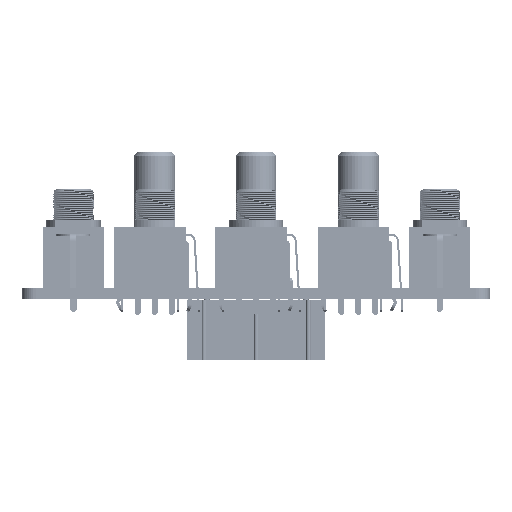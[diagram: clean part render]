
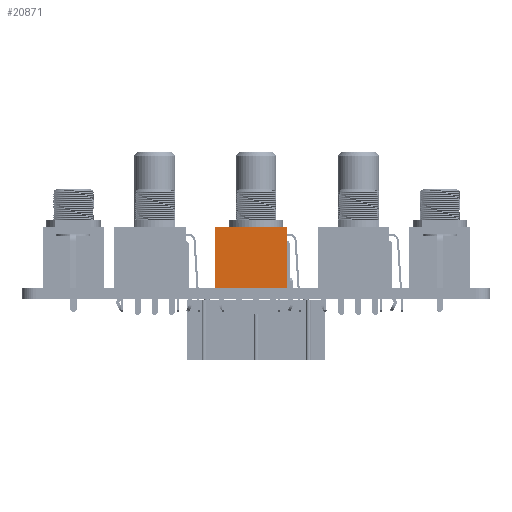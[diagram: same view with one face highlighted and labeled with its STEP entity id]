
A CAD part, front view. The second image highlights one B-rep face of the part: STEP entity #20871.
In plain terms, the highlighted face is planar.
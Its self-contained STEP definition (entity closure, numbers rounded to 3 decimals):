
#20857 = PLANE('',#20858);
#20858 = AXIS2_PLACEMENT_3D('',#20859,#20860,#20861);
#20859 = CARTESIAN_POINT('',(0.,0.,9.));
#20860 = DIRECTION('',(0.,0.,1.));
#20861 = DIRECTION('',(1.,0.,0.));
#20871 = ADVANCED_FACE('',(#20872),#20886,.T.);
#20872 = FACE_BOUND('',#20873,.T.);
#20873 = EDGE_LOOP('',(#20874,#20909,#20937,#20965));
#20874 = ORIENTED_EDGE('',*,*,#20875,.T.);
#20875 = EDGE_CURVE('',#20876,#20878,#20880,.T.);
#20876 = VERTEX_POINT('',#20877);
#20877 = CARTESIAN_POINT('',(-4.5,-5.25,9.));
#20878 = VERTEX_POINT('',#20879);
#20879 = CARTESIAN_POINT('',(-4.5,-5.25,0.));
#20880 = SURFACE_CURVE('',#20881,(#20885,#20897),.PCURVE_S1.);
#20881 = LINE('',#20882,#20883);
#20882 = CARTESIAN_POINT('',(-4.5,-5.25,9.));
#20883 = VECTOR('',#20884,1.);
#20884 = DIRECTION('',(0.,0.,-1.));
#20885 = PCURVE('',#20886,#20891);
#20886 = PLANE('',#20887);
#20887 = AXIS2_PLACEMENT_3D('',#20888,#20889,#20890);
#20888 = CARTESIAN_POINT('',(-4.5,5.25,9.));
#20889 = DIRECTION('',(1.,0.,0.));
#20890 = DIRECTION('',(0.,0.,-1.));
#20891 = DEFINITIONAL_REPRESENTATION('',(#20892),#20896);
#20892 = LINE('',#20893,#20894);
#20893 = CARTESIAN_POINT('',(0.,-10.5));
#20894 = VECTOR('',#20895,1.);
#20895 = DIRECTION('',(1.,0.));
#20896 = ( GEOMETRIC_REPRESENTATION_CONTEXT(2) 
PARAMETRIC_REPRESENTATION_CONTEXT() REPRESENTATION_CONTEXT('2D SPACE',''
  ) );
#20897 = PCURVE('',#20898,#20903);
#20898 = PLANE('',#20899);
#20899 = AXIS2_PLACEMENT_3D('',#20900,#20901,#20902);
#20900 = CARTESIAN_POINT('',(-4.5,-5.25,9.));
#20901 = DIRECTION('',(0.,1.,0.));
#20902 = DIRECTION('',(0.,0.,1.));
#20903 = DEFINITIONAL_REPRESENTATION('',(#20904),#20908);
#20904 = LINE('',#20905,#20906);
#20905 = CARTESIAN_POINT('',(0.,0.));
#20906 = VECTOR('',#20907,1.);
#20907 = DIRECTION('',(-1.,0.));
#20908 = ( GEOMETRIC_REPRESENTATION_CONTEXT(2) 
PARAMETRIC_REPRESENTATION_CONTEXT() REPRESENTATION_CONTEXT('2D SPACE',''
  ) );
#20909 = ORIENTED_EDGE('',*,*,#20910,.T.);
#20910 = EDGE_CURVE('',#20878,#20911,#20913,.T.);
#20911 = VERTEX_POINT('',#20912);
#20912 = CARTESIAN_POINT('',(-4.5,5.25,0.));
#20913 = SURFACE_CURVE('',#20914,(#20918,#20925),.PCURVE_S1.);
#20914 = LINE('',#20915,#20916);
#20915 = CARTESIAN_POINT('',(-4.5,5.25,0.));
#20916 = VECTOR('',#20917,1.);
#20917 = DIRECTION('',(0.,1.,0.));
#20918 = PCURVE('',#20886,#20919);
#20919 = DEFINITIONAL_REPRESENTATION('',(#20920),#20924);
#20920 = LINE('',#20921,#20922);
#20921 = CARTESIAN_POINT('',(9.,0.));
#20922 = VECTOR('',#20923,1.);
#20923 = DIRECTION('',(0.,1.));
#20924 = ( GEOMETRIC_REPRESENTATION_CONTEXT(2) 
PARAMETRIC_REPRESENTATION_CONTEXT() REPRESENTATION_CONTEXT('2D SPACE',''
  ) );
#20925 = PCURVE('',#20926,#20931);
#20926 = PLANE('',#20927);
#20927 = AXIS2_PLACEMENT_3D('',#20928,#20929,#20930);
#20928 = CARTESIAN_POINT('',(0.,0.,0.));
#20929 = DIRECTION('',(0.,0.,1.));
#20930 = DIRECTION('',(1.,0.,0.));
#20931 = DEFINITIONAL_REPRESENTATION('',(#20932),#20936);
#20932 = LINE('',#20933,#20934);
#20933 = CARTESIAN_POINT('',(-4.5,5.25));
#20934 = VECTOR('',#20935,1.);
#20935 = DIRECTION('',(0.,1.));
#20936 = ( GEOMETRIC_REPRESENTATION_CONTEXT(2) 
PARAMETRIC_REPRESENTATION_CONTEXT() REPRESENTATION_CONTEXT('2D SPACE',''
  ) );
#20937 = ORIENTED_EDGE('',*,*,#20938,.T.);
#20938 = EDGE_CURVE('',#20911,#20939,#20941,.T.);
#20939 = VERTEX_POINT('',#20940);
#20940 = CARTESIAN_POINT('',(-4.5,5.25,9.));
#20941 = SURFACE_CURVE('',#20942,(#20946,#20953),.PCURVE_S1.);
#20942 = LINE('',#20943,#20944);
#20943 = CARTESIAN_POINT('',(-4.5,5.25,9.));
#20944 = VECTOR('',#20945,1.);
#20945 = DIRECTION('',(0.,0.,1.));
#20946 = PCURVE('',#20886,#20947);
#20947 = DEFINITIONAL_REPRESENTATION('',(#20948),#20952);
#20948 = LINE('',#20949,#20950);
#20949 = CARTESIAN_POINT('',(0.,0.));
#20950 = VECTOR('',#20951,1.);
#20951 = DIRECTION('',(-1.,0.));
#20952 = ( GEOMETRIC_REPRESENTATION_CONTEXT(2) 
PARAMETRIC_REPRESENTATION_CONTEXT() REPRESENTATION_CONTEXT('2D SPACE',''
  ) );
#20953 = PCURVE('',#20954,#20959);
#20954 = PLANE('',#20955);
#20955 = AXIS2_PLACEMENT_3D('',#20956,#20957,#20958);
#20956 = CARTESIAN_POINT('',(4.5,5.25,9.));
#20957 = DIRECTION('',(0.,-1.,0.));
#20958 = DIRECTION('',(0.,0.,-1.));
#20959 = DEFINITIONAL_REPRESENTATION('',(#20960),#20964);
#20960 = LINE('',#20961,#20962);
#20961 = CARTESIAN_POINT('',(0.,-9.));
#20962 = VECTOR('',#20963,1.);
#20963 = DIRECTION('',(-1.,0.));
#20964 = ( GEOMETRIC_REPRESENTATION_CONTEXT(2) 
PARAMETRIC_REPRESENTATION_CONTEXT() REPRESENTATION_CONTEXT('2D SPACE',''
  ) );
#20965 = ORIENTED_EDGE('',*,*,#20966,.T.);
#20966 = EDGE_CURVE('',#20939,#20876,#20967,.T.);
#20967 = SURFACE_CURVE('',#20968,(#20972,#20979),.PCURVE_S1.);
#20968 = LINE('',#20969,#20970);
#20969 = CARTESIAN_POINT('',(-4.5,5.25,9.));
#20970 = VECTOR('',#20971,1.);
#20971 = DIRECTION('',(0.,-1.,0.));
#20972 = PCURVE('',#20886,#20973);
#20973 = DEFINITIONAL_REPRESENTATION('',(#20974),#20978);
#20974 = LINE('',#20975,#20976);
#20975 = CARTESIAN_POINT('',(0.,0.));
#20976 = VECTOR('',#20977,1.);
#20977 = DIRECTION('',(0.,-1.));
#20978 = ( GEOMETRIC_REPRESENTATION_CONTEXT(2) 
PARAMETRIC_REPRESENTATION_CONTEXT() REPRESENTATION_CONTEXT('2D SPACE',''
  ) );
#20979 = PCURVE('',#20857,#20980);
#20980 = DEFINITIONAL_REPRESENTATION('',(#20981),#20985);
#20981 = LINE('',#20982,#20983);
#20982 = CARTESIAN_POINT('',(-4.5,5.25));
#20983 = VECTOR('',#20984,1.);
#20984 = DIRECTION('',(0.,-1.));
#20985 = ( GEOMETRIC_REPRESENTATION_CONTEXT(2) 
PARAMETRIC_REPRESENTATION_CONTEXT() REPRESENTATION_CONTEXT('2D SPACE',''
  ) );
